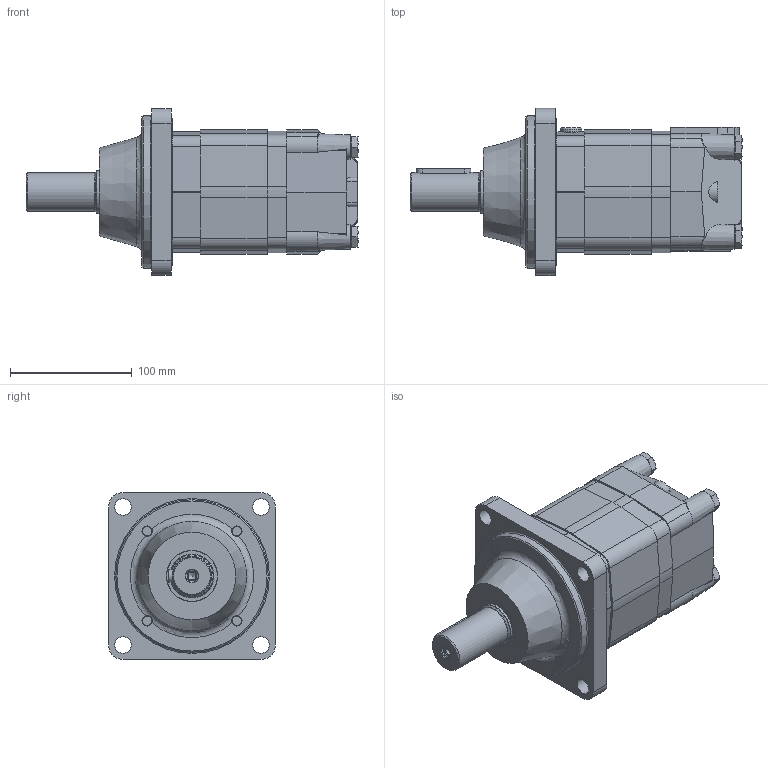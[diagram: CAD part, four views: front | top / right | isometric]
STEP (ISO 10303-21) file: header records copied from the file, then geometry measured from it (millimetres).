
FILE_DESCRIPTION(/* description */ ('STEP AP214'),/* implementation_level */ '2;1');
FILE_NAME(/* name */ 'MSYW315CUP_4.stp',/* time_stamp */ '2023-02-06T13:27:51+01:00',/* author */ ('msn'),/* organization */ ('CADENAS'),/* preprocessor_version */ 'ST-DEVELOPER v19.2',/* originating_system */ 'Autodesk Inventor 2023',/* authorisation */ ' ');
FILE_SCHEMA (('AUTOMOTIVE_DESIGN { 1 0 10303 214 3 1 1 }'));
Length unit declared in the file: millimetre
Products named in the file (8): MSW315CUP/4; MSC; Hexagon bolt DIN 931-1 M10x1700; MS-P; MS-VP; MS315-D; MS-SP; MSW-MF
Assembly tree (10 placements, depth 2):
  MSW315CUP/4
    MSC
    Hexagon bolt DIN 931-1 M10x1700  x4
    MS-P
    MS-VP
    MS315-D
    MS-SP
    MSW-MF
Bounding box: 272.2 x 136.9 x 136.9 mm (x, y, z)
Volume: 1994837.7 mm3; surface area: 244052.4 mm2
Topology: 10 solids, 10 shells, 356 faces, 871 edges, 562 vertices
Faces by surface type: plane 149, cylinder 125, cone 69, torus 13
Full cylindrical faces by diameter (mm): 2.2 x4, 6.647 x1, 7.417 x4, 8.376 x2, 10 x5, 10.1 x6, 10.2 x4, 10.5 x8, 10.7 x4, 13.5 x4, 16 x4, 16.9 x1, 18 x1, 18.631 x2, 21 x1, 32 x1, 35 x1, 35.2 x1, 36 x1, 42 x1, 120 x1, 125 x1
Entity records: 9782 total; most frequent: CARTESIAN_POINT 2022, DIRECTION 1646, ORIENTED_EDGE 1486, EDGE_CURVE 743, AXIS2_PLACEMENT_3D 647, VERTEX_POINT 487, EDGE_LOOP 370, LINE 352
